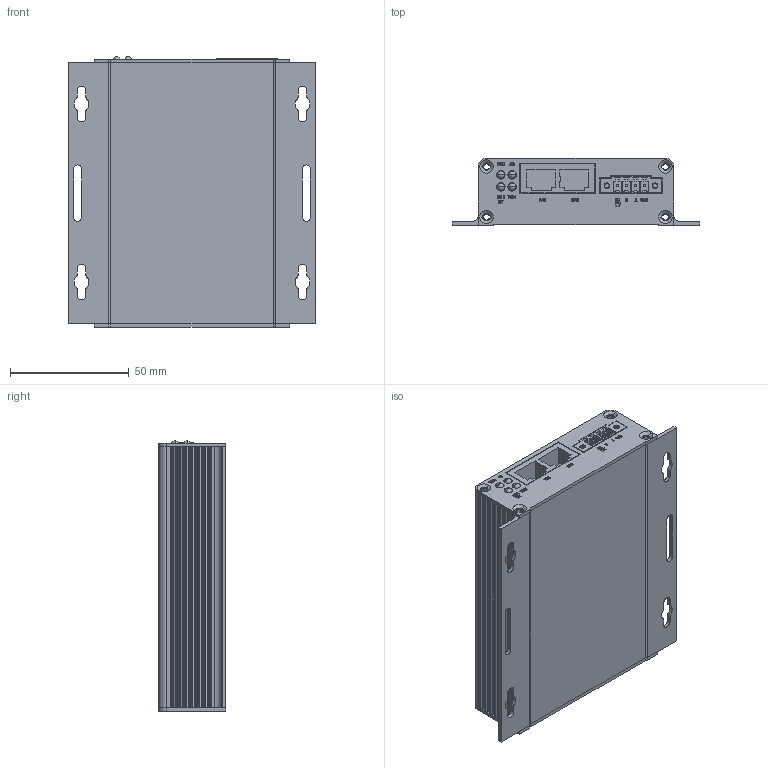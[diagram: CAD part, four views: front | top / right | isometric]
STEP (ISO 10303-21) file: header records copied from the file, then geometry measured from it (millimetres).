
FILE_DESCRIPTION((''),'2;1');
FILE_NAME('X300B_ASM_303_ASM','2022-09-07T18:40:49',('Administrator'),(''),'CREO PARAMETRIC BY PTC INC, 2019010','CREO PARAMETRIC BY PTC INC, 2019010','');
FILE_SCHEMA(('CONFIG_CONTROL_DESIGN','SHAPE_APPEARANCE_LAYERS_GROUPS'));
Products named in the file (20): BOTTOM-CABINET-SIM_6; TOP-CABINET-SIM_7; SIM_ASM_7_ASM; DOUBLE-USB_10; DCIN-ZHENGXIANG_2; 485-4PIN_31; LEDX2_13; PCB_101; K2-1102HW_4; PCBA_ASM_76_ASM; BODY_75; SLIDE-COVER-LEFT_111; SLIDER-COVER-RIGHT-2_20; HEATSINK-ASS_ASM_4_ASM; HEATSINK-3_29; POLE_69; HEATING-ASS-3_ASM_13_ASM; M2X6_7; SLIDE-COVER-RIGHT-ASS_ASM_9; X300B_ASM_303_ASM
Assembly tree (26 placements, depth 4):
  X300B_ASM_303_ASM
    PCBA_ASM_76_ASM
      SIM_ASM_7_ASM
        BOTTOM-CABINET-SIM_6
        TOP-CABINET-SIM_7
      DOUBLE-USB_10
      DCIN-ZHENGXIANG_2
      485-4PIN_31
      LEDX2_13  x2
      PCB_101
      K2-1102HW_4
    BODY_75
    SLIDE-COVER-LEFT_111
    SLIDER-COVER-RIGHT-2_20
    HEATSINK-ASS_ASM_4_ASM
    HEATING-ASS-3_ASM_13_ASM
      HEATSINK-3_29
      POLE_69  x4
    M2X6_7  x4
    SLIDE-COVER-RIGHT-ASS_ASM_9
Bounding box: 104.4 x 28.3 x 114 mm (x, y, z)
Volume: 92977.6 mm3; surface area: 111938.4 mm2
Topology: 21 solids, 21 shells, 2841 faces, 8027 edges, 5368 vertices
Faces by surface type: plane 2002, extrusion 399, cylinder 380, bspline 24, cone 24, sphere 10, torus 2
Entity records: 87486 total; most frequent: CARTESIAN_POINT 19417, ORIENTED_EDGE 11706, DIRECTION 9530, EDGE_CURVE 5853, VECTOR 4628, LINE 4229, VERTEX_POINT 3914, PRESENTATION_STYLE_ASSIGNMENT 3877
